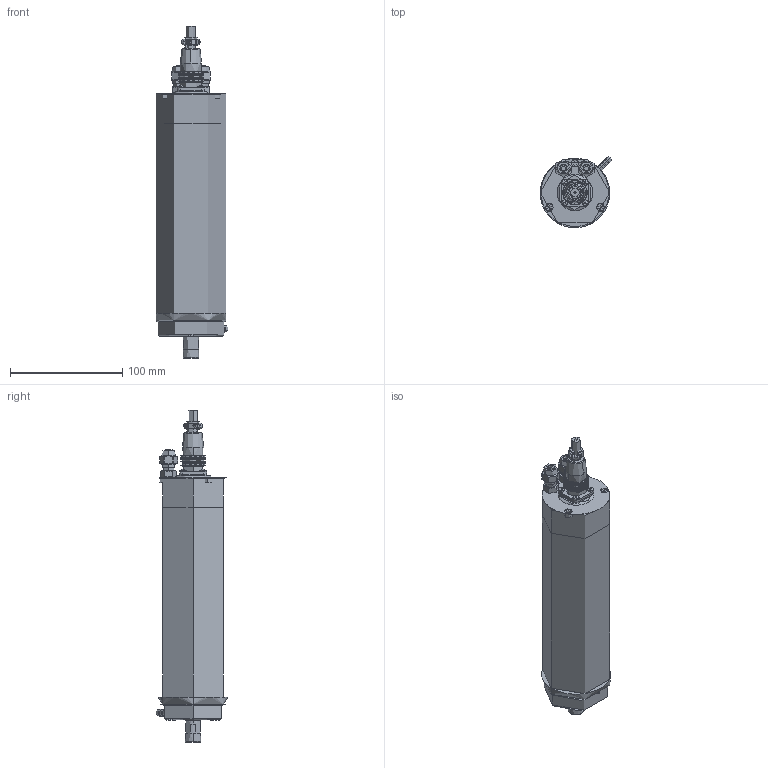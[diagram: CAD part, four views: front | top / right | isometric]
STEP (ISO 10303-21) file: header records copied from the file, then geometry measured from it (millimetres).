
FILE_DESCRIPTION (( 'STEP AP214' ), '1' );
FILE_NAME ('GDZ-26-3.STEP', '2024-08-02T02:42:53', ( '00' ), ( '' ), 'SwSTEP 2.0', 'SolidWorks 2018', '' );
FILE_SCHEMA (( 'AUTOMOTIVE_DESIGN' ));
Length unit declared in the file: millimetre
Products named in the file (3): GDZ-26-3三维; D6-M6ァ郲; GDZ-26-3
Assembly tree (2 placements, depth 2):
  GDZ-26-3
    GDZ-26-3三维
    D6-M6ァ郲
Bounding box: 63.84 x 63.84 x 295.7 mm (x, y, z)
Volume: 325.5 mm3
Topology: 1 solids, 46 shells, 858 faces, 2597 edges, 1786 vertices
Faces by surface type: plane 381, cylinder 351, cone 64, bspline 60, torus 2
Entity records: 37968 total; most frequent: CARTESIAN_POINT 15690, ORIENTED_EDGE 4712, DIRECTION 4308, EDGE_CURVE 2588, VERTEX_POINT 1786, AXIS2_PLACEMENT_3D 1726, EDGE_LOOP 965, CIRCLE 922
